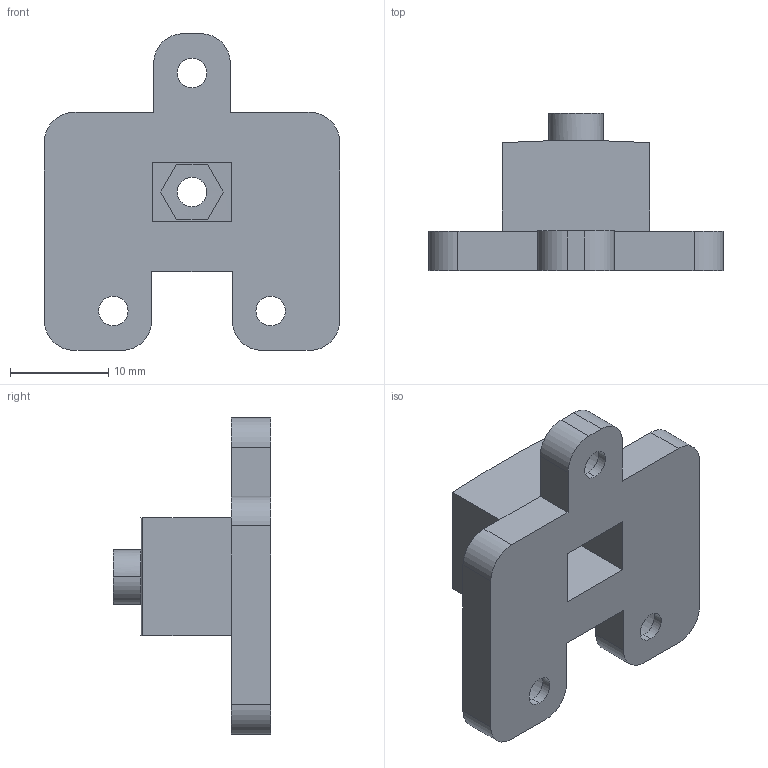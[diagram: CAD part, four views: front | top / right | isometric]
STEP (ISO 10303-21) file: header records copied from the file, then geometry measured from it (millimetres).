
FILE_DESCRIPTION (( 'STEP AP214' ), '1' );
FILE_NAME ('殈誘啣.S', '2024-10-13T08:04:03', ( '' ), ( '' ), 'SwSTEP 2.0', 'SolidWorks 2024', '' );
FILE_SCHEMA (( 'AUTOMOTIVE_DESIGN' ));
Length unit declared in the file: millimetre
Products named in the file (1): 腰护板
Bounding box: 30 x 16 x 32.2 mm (x, y, z)
Volume: 3801.7 mm3; surface area: 2928.1 mm2
Topology: 1 solids, 1 shells, 59 faces, 150 edges, 100 vertices
Faces by surface type: plane 32, cylinder 27
Entity records: 1941 total; most frequent: CARTESIAN_POINT 448, DIRECTION 310, ORIENTED_EDGE 300, EDGE_CURVE 150, AXIS2_PLACEMENT_3D 112, VERTEX_POINT 100, LINE 86, VECTOR 86
